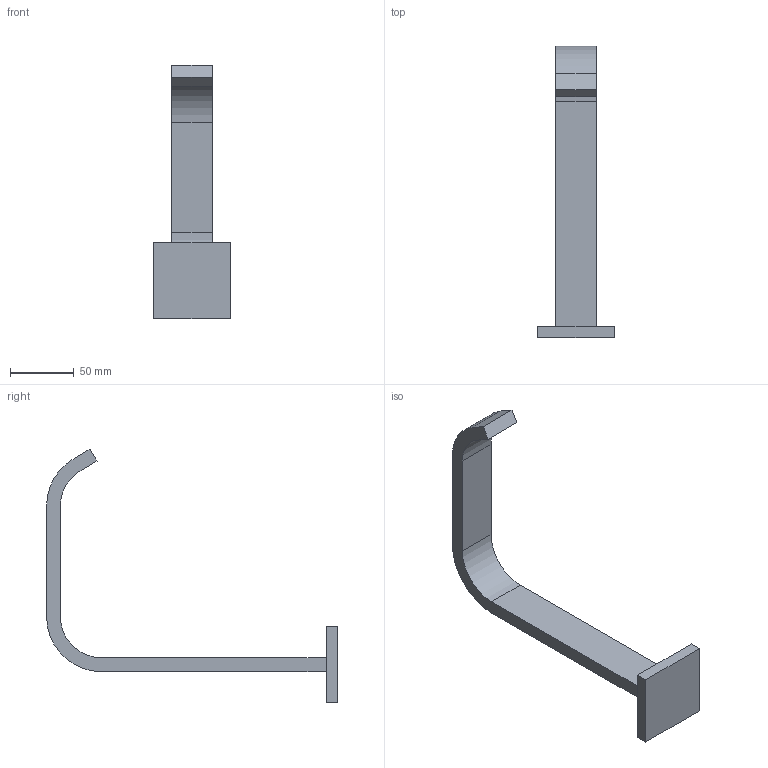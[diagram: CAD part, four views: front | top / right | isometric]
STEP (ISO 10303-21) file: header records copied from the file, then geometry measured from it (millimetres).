
FILE_DESCRIPTION (( 'STEP AP214' ), '1' );
FILE_NAME ('13716671ff_PM.STEP', '2023-11-20T08:40:14', ( '' ), ( '' ), 'SwSTEP 2.0', 'SolidWorks 2023', '' );
FILE_SCHEMA (( 'AUTOMOTIVE_DESIGN' ));
Length unit declared in the file: millimetre
Products named in the file (3): Planungsmodell_Auslauf-+-20.713.670-01_K1_32x220; 13716671ff_PM; Planungsmodell_Rosette-+-08.17.73.505-01_-_K9_60x60
Assembly tree (2 placements, depth 2):
  13716671ff_PM
    Planungsmodell_Rosette-+-08.17.73.505-01_-_K9_60x60
    Planungsmodell_Auslauf-+-20.713.670-01_K1_32x220
Bounding box: 60 x 229 x 199.72 mm (x, y, z)
Volume: 164028.3 mm3; surface area: 42436.4 mm2
Topology: 2 solids, 2 shells, 20 faces, 48 edges, 32 vertices
Faces by surface type: plane 16, cylinder 4
Entity records: 668 total; most frequent: DIRECTION 106, CARTESIAN_POINT 105, ORIENTED_EDGE 96, EDGE_CURVE 48, VECTOR 40, LINE 40, AXIS2_PLACEMENT_3D 33, VERTEX_POINT 32
